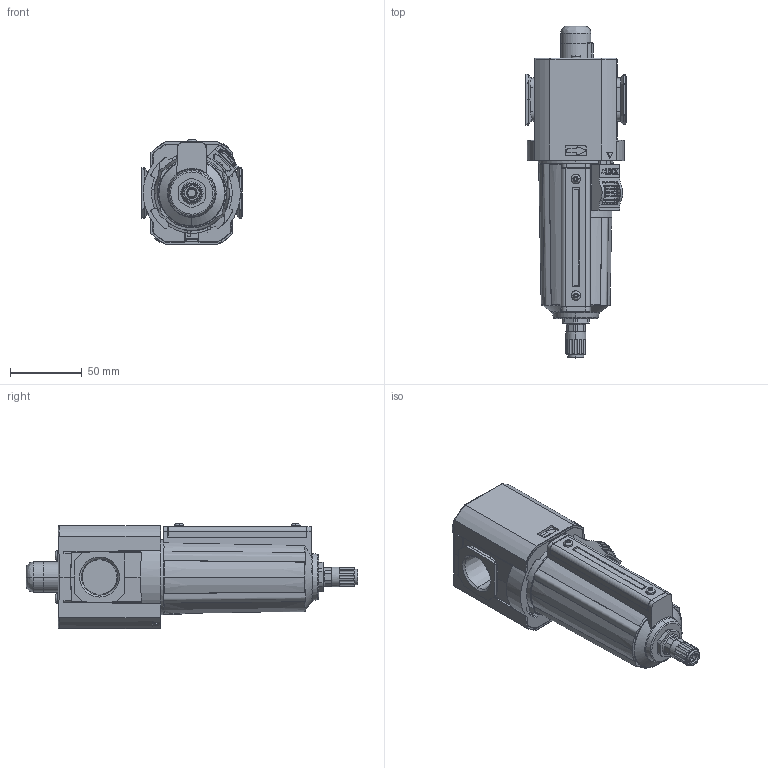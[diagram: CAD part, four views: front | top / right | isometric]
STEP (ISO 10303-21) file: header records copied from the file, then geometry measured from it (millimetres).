
FILE_DESCRIPTION (( 'STEP AP203' ), '1' );
FILE_NAME ('F84C-6AD-AD0.step', '2021-09-07T18:27:13', ( '' ), ( '' ), 'SwSTEP 2.0', 'SolidWorks 2021', '' );
FILE_SCHEMA (( 'CONFIG_CONTROL_DESIGN' ));
Length unit declared in the file: inch
Products named in the file (1): F84C-6AD-AD0
Bounding box: 70.25 x 232.12 x 73.46 mm (x, y, z)
Volume: 477798.9 mm3; surface area: 112984.8 mm2
Topology: 8 solids, 8 shells, 1363 faces, 3685 edges, 2389 vertices
Faces by surface type: plane 594, cylinder 515, bspline 125, cone 113, torus 16
Entity records: 47872 total; most frequent: CARTESIAN_POINT 14707, ORIENTED_EDGE 7338, DIRECTION 6539, EDGE_CURVE 3669, VERTEX_POINT 2389, AXIS2_PLACEMENT_3D 2364, VECTOR 1811, LINE 1811
